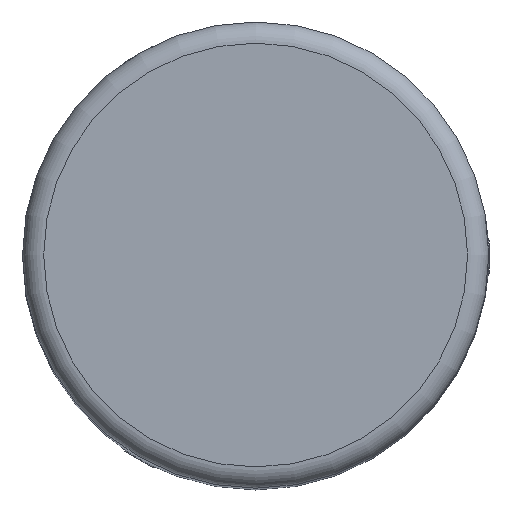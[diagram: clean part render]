
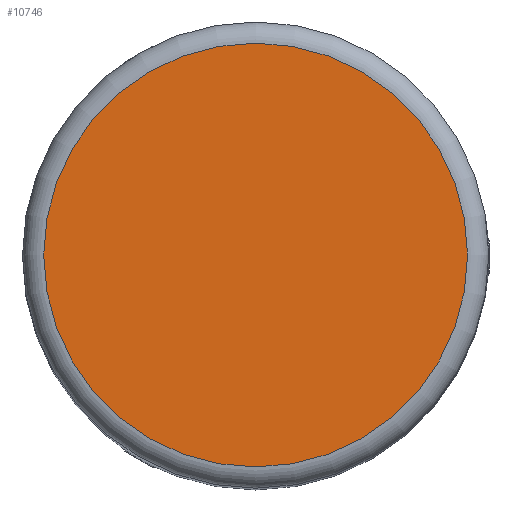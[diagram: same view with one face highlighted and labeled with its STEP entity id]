
A CAD part, top view. The second image highlights one B-rep face of the part: STEP entity #10746.
In plain terms, the highlighted planar face has unit normal (0, 0, 1).
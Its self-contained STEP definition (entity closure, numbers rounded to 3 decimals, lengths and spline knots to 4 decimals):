
#2870=FACE_OUTER_BOUND('',#3520,.T.);
#3520=EDGE_LOOP('',(#8888));
#3823=CIRCLE('',#11434,1.25);
#4725=VERTEX_POINT('',#34074);
#6144=EDGE_CURVE('',#4725,#4725,#3823,.T.);
#8888=ORIENTED_EDGE('',*,*,#6144,.F.);
#9640=PLANE('',#11433);
#10746=ADVANCED_FACE('',(#2870),#9640,.F.);
#11433=AXIS2_PLACEMENT_3D('',#34073,#13361,#13362);
#11434=AXIS2_PLACEMENT_3D('',#34075,#13363,#13364);
#13361=DIRECTION('center_axis',(0.,0.,
-1.));
#13362=DIRECTION('ref_axis',(-1.,0.,0.));
#13363=DIRECTION('center_axis',(0.,0.,
-1.));
#13364=DIRECTION('ref_axis',(1.,0.,0.));
#34073=CARTESIAN_POINT('Origin',(0.,0.,
5.375));
#34074=CARTESIAN_POINT('',(-1.25,0.,5.375));
#34075=CARTESIAN_POINT('Origin',(0.,0.,
5.375));
